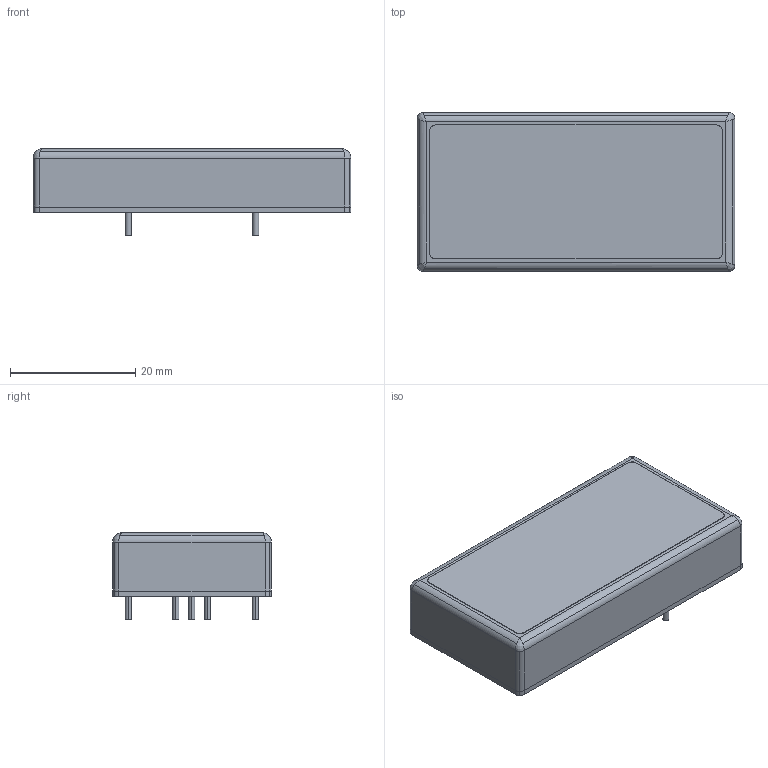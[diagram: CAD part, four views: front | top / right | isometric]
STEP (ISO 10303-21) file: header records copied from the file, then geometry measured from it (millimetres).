
FILE_DESCRIPTION((''),'2;1');
FILE_NAME('DCDC_TRACO_TEN15.stp','2009-12-08T17:25:23',(''),(''),'Mechanical Desktop 2006','Mechanical Desktop 2006',', , ');
FILE_SCHEMA(('AUTOMOTIVE_DESIGN { 1 2 10303 214 0 1 1 1 }'));
Length unit declared in the file: millimetre
Products named in the file (1): Product
Bounding box: 50.8 x 25.4 x 14 mm (x, y, z)
Volume: 13066.7 mm3; surface area: 8663.9 mm2
Topology: 8 solids, 8 shells, 74 faces, 166 edges, 104 vertices
Faces by surface type: cylinder 42, plane 28, bspline 4
Entity records: 2297 total; most frequent: CARTESIAN_POINT 537, DIRECTION 388, ORIENTED_EDGE 324, EDGE_CURVE 162, AXIS2_PLACEMENT_3D 155, VERTEX_POINT 104, VECTOR 78, LINE 78
